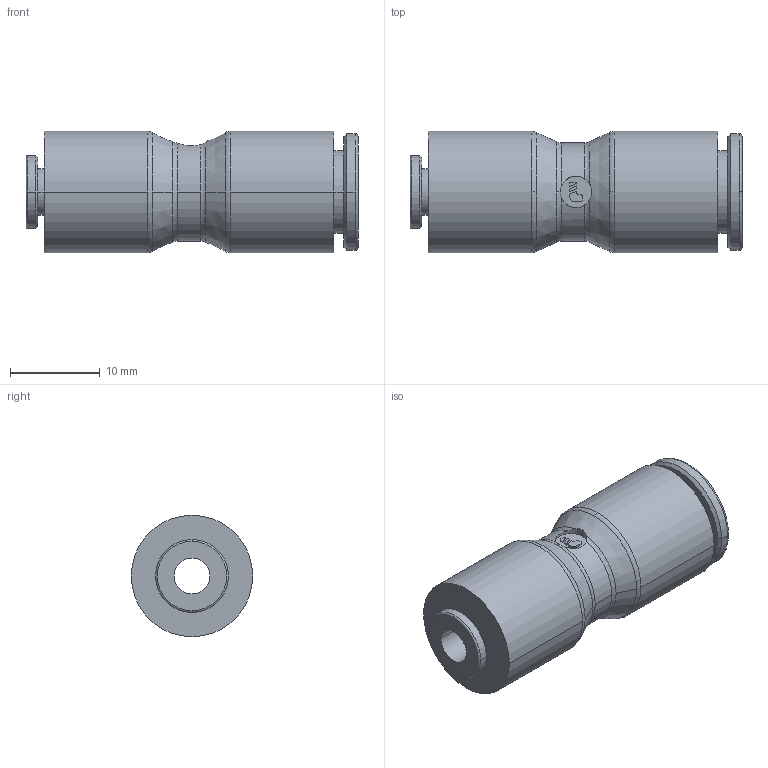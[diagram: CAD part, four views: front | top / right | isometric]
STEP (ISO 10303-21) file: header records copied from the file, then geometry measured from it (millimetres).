
FILE_DESCRIPTION(('STEP AP214'),'1');
FILE_NAME('6306_04_08WP2.stp','2016-07-07T14:17:13',('TraceParts'),('TraceParts S.A.'),'Spatial InterOp 3D',' ',' ');
FILE_SCHEMA(('automotive_design'));
Length unit declared in the file: millimetre
Products named in the file (1): 1
Bounding box: 36.92 x 13.5 x 13.5 mm (x, y, z)
Volume: 3741.3 mm3; surface area: 2541.2 mm2
Topology: 1 solids, 1 shells, 71 faces, 181 edges, 120 vertices
Faces by surface type: cylinder 27, plane 24, torus 12, cone 8
Entity records: 2327 total; most frequent: CARTESIAN_POINT 498, DIRECTION 417, ORIENTED_EDGE 362, EDGE_CURVE 181, AXIS2_PLACEMENT_3D 172, VERTEX_POINT 120, CIRCLE 100, EDGE_LOOP 81
